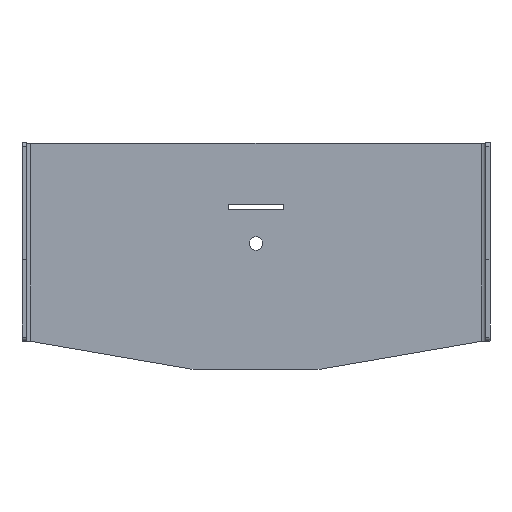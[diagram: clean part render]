
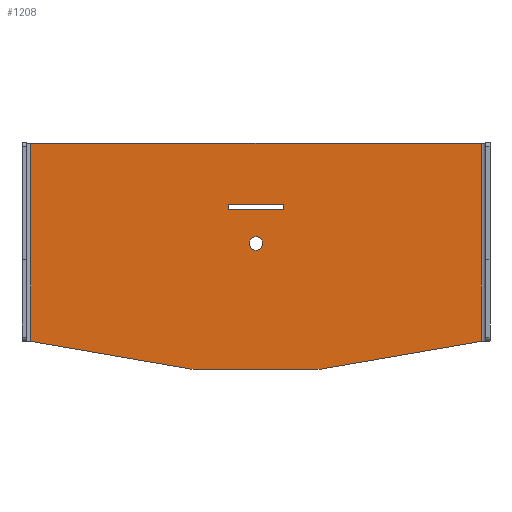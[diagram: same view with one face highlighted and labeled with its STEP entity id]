
A CAD part, top view. The second image highlights one B-rep face of the part: STEP entity #1208.
In plain terms, the highlighted planar face has unit normal (0, 0, 1).
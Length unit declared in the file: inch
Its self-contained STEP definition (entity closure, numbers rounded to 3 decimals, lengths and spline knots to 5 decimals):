
#11 = CARTESIAN_POINT ( 'NONE',  ( 0., 0., 0.1875 ) ) ;
#22 = CARTESIAN_POINT ( 'NONE',  ( 8.0104, -0.77989, 0.1875 ) ) ;
#48 = EDGE_CURVE ( 'NONE', #994, #1776, #952, .T. ) ;
#75 = CARTESIAN_POINT ( 'NONE',  ( 0., 5.5, 0.1875 ) ) ;
#103 = EDGE_LOOP ( 'NONE', ( #1861, #1097, #984, #1974, #2017, #1457 ) ) ;
#106 = CARTESIAN_POINT ( 'NONE',  ( 12.5208, 0., 0.1875 ) ) ;
#124 = CARTESIAN_POINT ( 'NONE',  ( 7.0254, 3.661, 0.1875 ) ) ;
#177 = EDGE_CURVE ( 'NONE', #2195, #359, #1707, .T. ) ;
#188 = CARTESIAN_POINT ( 'NONE',  ( 6.2604, 2.72011, 0.1875 ) ) ;
#278 = CARTESIAN_POINT ( 'NONE',  ( 4.5104, -0.77989, 0.1875 ) ) ;
#290 = DIRECTION ( 'NONE',  ( -1., 0., 0. ) ) ;
#292 = DIRECTION ( 'NONE',  ( 0., -1., 0. ) ) ;
#356 = EDGE_CURVE ( 'NONE', #359, #2195, #2034, .T. ) ;
#359 = VERTEX_POINT ( 'NONE', #541 ) ;
#379 = AXIS2_PLACEMENT_3D ( 'NONE', #1270, #546, #1613 ) ;
#411 = VECTOR ( 'NONE', #1041, 39.37008 ) ;
#440 = CARTESIAN_POINT ( 'NONE',  ( 8.0104, -0.77989, 0.1875 ) ) ;
#447 = LINE ( 'NONE', #124, #1146 ) ;
#454 = ORIENTED_EDGE ( 'NONE', *, *, #356, .T. ) ;
#518 = VECTOR ( 'NONE', #2013, 39.37008 ) ;
#521 = EDGE_CURVE ( 'NONE', #1670, #534, #1508, .T. ) ;
#534 = VERTEX_POINT ( 'NONE', #1532 ) ;
#541 = CARTESIAN_POINT ( 'NONE',  ( 6.4479, 2.72011, 0.1875 ) ) ;
#546 = DIRECTION ( 'NONE',  ( 0., 0., 1. ) ) ;
#559 = PLANE ( 'NONE',  #379 ) ;
#585 = CARTESIAN_POINT ( 'NONE',  ( 7.0254, 3.8106, 0.1875 ) ) ;
#603 = CARTESIAN_POINT ( 'NONE',  ( 12.5208, 5.5, 0.1875 ) ) ;
#652 = EDGE_CURVE ( 'NONE', #1150, #1345, #1682, .T. ) ;
#664 = DIRECTION ( 'NONE',  ( -1., 0., 0. ) ) ;
#672 = DIRECTION ( 'NONE',  ( 0., 1., 0. ) ) ;
#676 = DIRECTION ( 'NONE',  ( 1., 0., 0. ) ) ;
#705 = VECTOR ( 'NONE', #676, 39.37008 ) ;
#718 = DIRECTION ( 'NONE',  ( 0., 0., -1. ) ) ;
#728 = ORIENTED_EDGE ( 'NONE', *, *, #177, .T. ) ;
#847 = DIRECTION ( 'NONE',  ( 0., 0., -1. ) ) ;
#902 = LINE ( 'NONE', #1070, #2226 ) ;
#931 = FACE_OUTER_BOUND ( 'NONE', #103, .T. ) ;
#946 = EDGE_CURVE ( 'NONE', #2061, #994, #2200, .T. ) ;
#952 = LINE ( 'NONE', #75, #518 ) ;
#958 = VERTEX_POINT ( 'NONE', #278 ) ;
#980 = EDGE_CURVE ( 'NONE', #1252, #1689, #2031, .T. ) ;
#984 = ORIENTED_EDGE ( 'NONE', *, *, #1566, .T. ) ;
#990 = EDGE_CURVE ( 'NONE', #1689, #2061, #1898, .T. ) ;
#994 = VERTEX_POINT ( 'NONE', #2210 ) ;
#998 = DIRECTION ( 'NONE',  ( 1., 0., 0. ) ) ;
#1013 = CARTESIAN_POINT ( 'NONE',  ( 6.2604, 2.72011, 0.1875 ) ) ;
#1041 = DIRECTION ( 'NONE',  ( 0.985, -0.17, 0. ) ) ;
#1070 = CARTESIAN_POINT ( 'NONE',  ( 4.5104, -0.77989, 0.1875 ) ) ;
#1097 = ORIENTED_EDGE ( 'NONE', *, *, #1130, .T. ) ;
#1130 = EDGE_CURVE ( 'NONE', #1776, #958, #1599, .T. ) ;
#1140 = DIRECTION ( 'NONE',  ( 0., 1., 0. ) ) ;
#1146 = VECTOR ( 'NONE', #664, 39.37008 ) ;
#1150 = VERTEX_POINT ( 'NONE', #2106 ) ;
#1207 = EDGE_LOOP ( 'NONE', ( #728, #454 ) ) ;
#1208 = ADVANCED_FACE ( 'NONE', ( #2154, #2216, #931 ), #559, .T. ) ;
#1228 = VECTOR ( 'NONE', #292, 39.37008 ) ;
#1252 = VERTEX_POINT ( 'NONE', #22 ) ;
#1270 = CARTESIAN_POINT ( 'NONE',  ( 0., 0., 0.1875 ) ) ;
#1301 = VECTOR ( 'NONE', #1140, 39.37008 ) ;
#1345 = VERTEX_POINT ( 'NONE', #2244 ) ;
#1347 = EDGE_CURVE ( 'NONE', #534, #1150, #447, .T. ) ;
#1396 = ORIENTED_EDGE ( 'NONE', *, *, #652, .T. ) ;
#1405 = EDGE_CURVE ( 'NONE', #1345, #1670, #2065, .T. ) ;
#1418 = VECTOR ( 'NONE', #290, 39.37008 ) ;
#1453 = ORIENTED_EDGE ( 'NONE', *, *, #521, .T. ) ;
#1457 = ORIENTED_EDGE ( 'NONE', *, *, #946, .T. ) ;
#1508 = LINE ( 'NONE', #2049, #1228 ) ;
#1529 = CARTESIAN_POINT ( 'NONE',  ( 0., 0., 0.1875 ) ) ;
#1532 = CARTESIAN_POINT ( 'NONE',  ( 7.0254, 3.661, 0.1875 ) ) ;
#1549 = EDGE_LOOP ( 'NONE', ( #1453, #2183, #1396, #2258 ) ) ;
#1566 = EDGE_CURVE ( 'NONE', #958, #1252, #902, .T. ) ;
#1599 = LINE ( 'NONE', #11, #411 ) ;
#1605 = VECTOR ( 'NONE', #1712, 39.37008 ) ;
#1613 = DIRECTION ( 'NONE',  ( 1., 0., 0. ) ) ;
#1670 = VERTEX_POINT ( 'NONE', #585 ) ;
#1682 = LINE ( 'NONE', #1900, #1999 ) ;
#1689 = VERTEX_POINT ( 'NONE', #1831 ) ;
#1707 = CIRCLE ( 'NONE', #1851, 0.1875 ) ;
#1712 = DIRECTION ( 'NONE',  ( 0.985, 0.17, 0. ) ) ;
#1719 = CARTESIAN_POINT ( 'NONE',  ( 6.0729, 2.72011, 0.1875 ) ) ;
#1776 = VERTEX_POINT ( 'NONE', #1529 ) ;
#1831 = CARTESIAN_POINT ( 'NONE',  ( 12.5208, 0., 0.1875 ) ) ;
#1851 = AXIS2_PLACEMENT_3D ( 'NONE', #1013, #847, #998 ) ;
#1860 = CARTESIAN_POINT ( 'NONE',  ( 12.5208, 5.5, 0.1875 ) ) ;
#1861 = ORIENTED_EDGE ( 'NONE', *, *, #48, .T. ) ;
#1898 = LINE ( 'NONE', #106, #1301 ) ;
#1900 = CARTESIAN_POINT ( 'NONE',  ( 5.4954, 3.8106, 0.1875 ) ) ;
#1974 = ORIENTED_EDGE ( 'NONE', *, *, #980, .T. ) ;
#1999 = VECTOR ( 'NONE', #672, 39.37008 ) ;
#2013 = DIRECTION ( 'NONE',  ( 0., -1., 0. ) ) ;
#2017 = ORIENTED_EDGE ( 'NONE', *, *, #990, .T. ) ;
#2031 = LINE ( 'NONE', #440, #1605 ) ;
#2034 = CIRCLE ( 'NONE', #2115, 0.1875 ) ;
#2049 = CARTESIAN_POINT ( 'NONE',  ( 7.0254, 3.8106, 0.1875 ) ) ;
#2061 = VERTEX_POINT ( 'NONE', #603 ) ;
#2065 = LINE ( 'NONE', #2091, #705 ) ;
#2091 = CARTESIAN_POINT ( 'NONE',  ( 7.0254, 3.8106, 0.1875 ) ) ;
#2106 = CARTESIAN_POINT ( 'NONE',  ( 5.4954, 3.661, 0.1875 ) ) ;
#2115 = AXIS2_PLACEMENT_3D ( 'NONE', #188, #718, #2136 ) ;
#2136 = DIRECTION ( 'NONE',  ( 1., 0., 0. ) ) ;
#2137 = DIRECTION ( 'NONE',  ( 1., 0., 0. ) ) ;
#2154 = FACE_BOUND ( 'NONE', #1549, .T. ) ;
#2183 = ORIENTED_EDGE ( 'NONE', *, *, #1347, .T. ) ;
#2195 = VERTEX_POINT ( 'NONE', #1719 ) ;
#2200 = LINE ( 'NONE', #1860, #1418 ) ;
#2210 = CARTESIAN_POINT ( 'NONE',  ( 0., 5.5, 0.1875 ) ) ;
#2216 = FACE_BOUND ( 'NONE', #1207, .T. ) ;
#2226 = VECTOR ( 'NONE', #2137, 39.37008 ) ;
#2244 = CARTESIAN_POINT ( 'NONE',  ( 5.4954, 3.8106, 0.1875 ) ) ;
#2258 = ORIENTED_EDGE ( 'NONE', *, *, #1405, .T. ) ;
